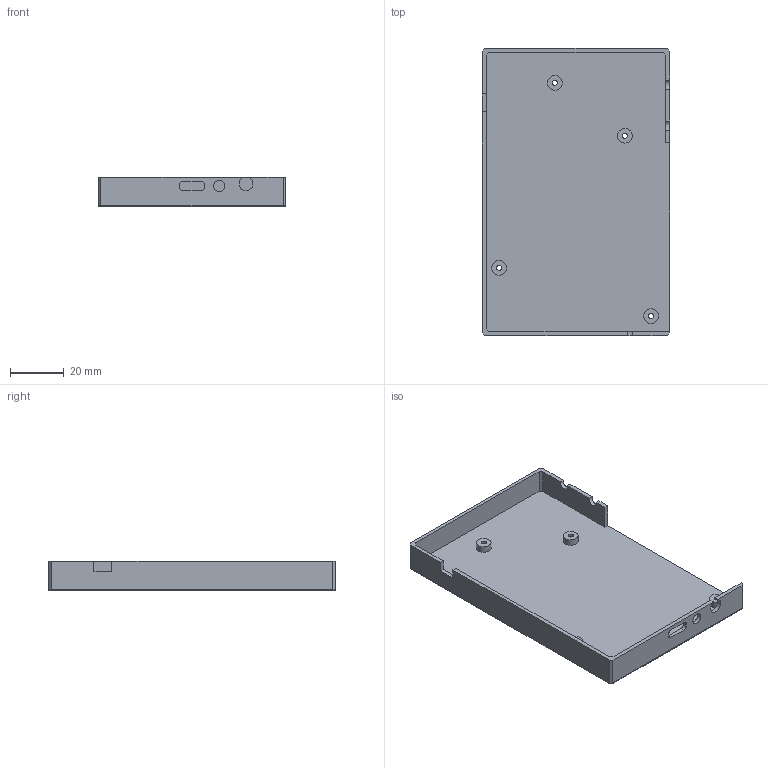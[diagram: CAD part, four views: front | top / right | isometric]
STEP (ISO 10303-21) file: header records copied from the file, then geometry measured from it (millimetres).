
FILE_DESCRIPTION(('FreeCAD Model'),'2;1');
FILE_NAME('Open CASCADE Shape Model','2025-06-18T17:03:36',(''),(''), 'Open CASCADE STEP processor 7.8','FreeCAD','Unknown');
FILE_SCHEMA(('AUTOMOTIVE_DESIGN { 1 0 10303 214 1 1 1 1 }'));
Length unit declared in the file: millimetre
Products named in the file (1): bot
Bounding box: 70 x 107 x 11 mm (x, y, z)
Volume: 18613.6 mm3; surface area: 20805.8 mm2
Topology: 1 solids, 1 shells, 74 faces, 182 edges, 118 vertices
Faces by surface type: plane 38, cylinder 28, cone 8
Full cylindrical faces by diameter (mm): 1.9 x4, 4 x4, 4.2 x1, 5.5 x4
Entity records: 2236 total; most frequent: DIRECTION 394, CARTESIAN_POINT 375, ORIENTED_EDGE 364, EDGE_CURVE 182, AXIS2_PLACEMENT_3D 137, LINE 120, VECTOR 120, VERTEX_POINT 118
